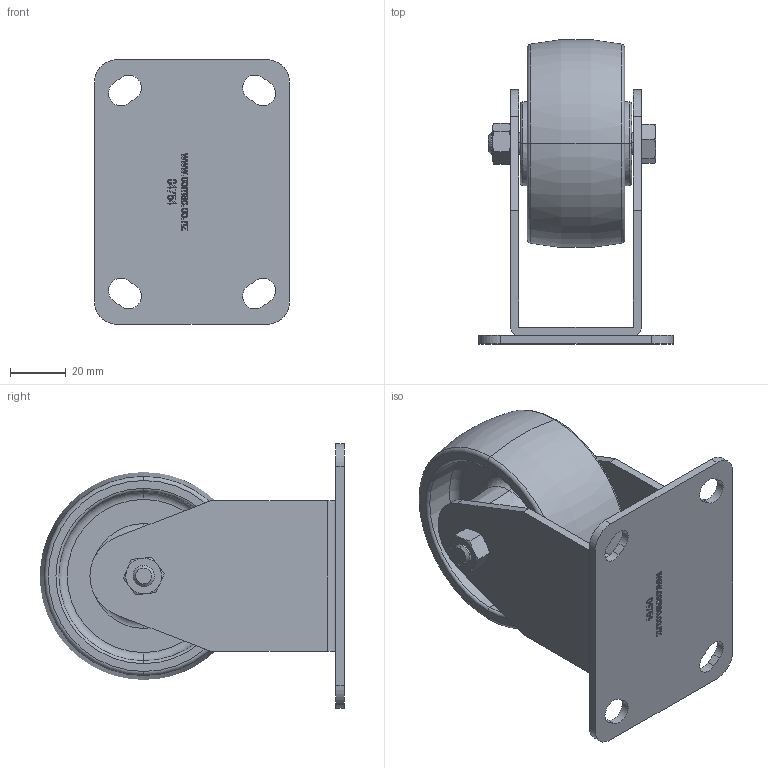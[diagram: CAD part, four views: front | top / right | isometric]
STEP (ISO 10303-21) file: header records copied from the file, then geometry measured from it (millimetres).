
FILE_DESCRIPTION (( 'STEP AP214' ), '1' );
FILE_NAME ('04754-Mounting Plate Castor Fixed Nylon Wheel Zinc Plated 75mm.STEP', '2018-11-11T21:42:20', ( '' ), ( '' ), 'SwSTEP 2.0', 'SolidWorks 2018', '' );
FILE_SCHEMA (( 'AUTOMOTIVE_DESIGN' ));
Length unit declared in the file: millimetre
Products named in the file (5): Frame; M8 Nut; Wheel Nylon_75mm; M8 x 1.25 x 55mm Bolt; 04754-Mounting Plate Castor Fixed Nylon Wheel Zinc Plated 75mm
Assembly tree (4 placements, depth 2):
  04754-Mounting Plate Castor Fixed Nylon Wheel Zinc Plated 75mm
    Frame
    Wheel Nylon_75mm
    M8 Nut
    M8 x 1.25 x 55mm Bolt
Bounding box: 70 x 109.31 x 95 mm (x, y, z)
Volume: 141220.1 mm3; surface area: 58229.9 mm2
Topology: 4 solids, 4 shells, 390 faces, 1010 edges, 660 vertices
Faces by surface type: plane 221, bspline 86, cylinder 34, cone 27, torus 22
Entity records: 17082 total; most frequent: CARTESIAN_POINT 7860, ORIENTED_EDGE 2020, DIRECTION 1566, EDGE_CURVE 1010, VERTEX_POINT 660, LINE 654, VECTOR 654, AXIS2_PLACEMENT_3D 456
